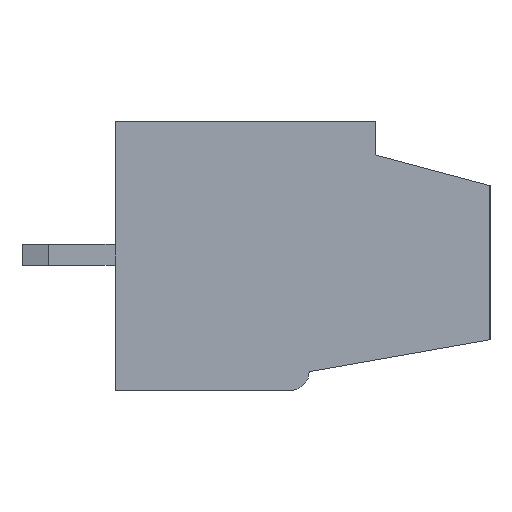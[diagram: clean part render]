
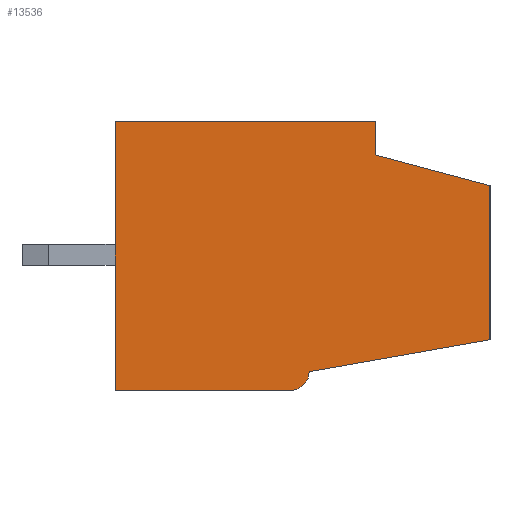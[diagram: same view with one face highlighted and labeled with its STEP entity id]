
A CAD part, left-side view. The second image highlights one B-rep face of the part: STEP entity #13536.
In plain terms, the highlighted planar face has unit normal (-1, 0, 0).
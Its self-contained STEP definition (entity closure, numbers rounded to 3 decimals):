
#313=DIRECTION('',(0.,0.,1.));
#314=VECTOR('',#313,5.799);
#315=CARTESIAN_POINT('',(-23.291,-0.1,-3.101));
#316=LINE('',#315,#314);
#3616=DIRECTION('',(0.,-1.,0.));
#3617=VECTOR('',#3616,6.6);
#3618=CARTESIAN_POINT('',(-23.291,14.,-5.));
#3619=LINE('',#3618,#3617);
#3784=DIRECTION('',(0.,0.,-1.));
#3785=VECTOR('',#3784,10.1);
#3786=CARTESIAN_POINT('',(-23.291,14.,5.1));
#3787=LINE('',#3786,#3785);
#4284=DIRECTION('',(0.,1.,0.));
#4285=VECTOR('',#4284,9.8);
#4286=CARTESIAN_POINT('',(-23.291,4.2,5.1));
#4287=LINE('',#4286,#4285);
#4432=DIRECTION('',(0.,0.985,-0.174));
#4433=VECTOR('',#4432,6.905);
#4434=CARTESIAN_POINT('',(-23.291,-0.1,-3.101));
#4435=LINE('',#4434,#4433);
#4436=CARTESIAN_POINT('',(-23.291,7.4,-4.3));
#4437=DIRECTION('',(1.,0.,0.));
#4438=DIRECTION('',(0.,-1.,0.));
#4439=AXIS2_PLACEMENT_3D('',#4436,#4437,#4438);
#4441=DIRECTION('',(0.,0.,-1.));
#4442=VECTOR('',#4441,1.25);
#4443=CARTESIAN_POINT('',(-23.291,4.2,5.1));
#4444=LINE('',#4443,#4442);
#4445=DIRECTION('',(0.,-0.966,-0.259));
#4446=VECTOR('',#4445,4.452);
#4447=CARTESIAN_POINT('',(-23.291,4.2,3.85));
#4448=LINE('',#4447,#4446);
#7798=CARTESIAN_POINT('',(-23.291,14.,-5.));
#7799=CARTESIAN_POINT('',(-23.291,7.4,-5.));
#7800=VERTEX_POINT('',#7798);
#7801=VERTEX_POINT('',#7799);
#7802=CARTESIAN_POINT('',(-23.291,6.7,-4.3));
#7803=VERTEX_POINT('',#7802);
#7804=CARTESIAN_POINT('',(-23.291,14.,5.1));
#7805=VERTEX_POINT('',#7804);
#7806=CARTESIAN_POINT('',(-23.291,4.2,5.1));
#7807=CARTESIAN_POINT('',(-23.291,4.2,3.85));
#7808=VERTEX_POINT('',#7806);
#7809=VERTEX_POINT('',#7807);
#7810=CARTESIAN_POINT('',(-23.291,-0.1,-3.101));
#7811=VERTEX_POINT('',#7810);
#7812=CARTESIAN_POINT('',(-23.291,-0.1,2.698));
#7813=VERTEX_POINT('',#7812);
#13521=CARTESIAN_POINT('',(-23.291,0.,0.));
#13522=DIRECTION('',(-1.,0.,0.));
#13523=DIRECTION('',(0.,-1.,0.));
#13524=AXIS2_PLACEMENT_3D('',#13521,#13522,#13523);
#13525=PLANE('',#13524);
#13526=ORIENTED_EDGE('',*,*,#8195,.F.);
#13527=ORIENTED_EDGE('',*,*,#12296,.T.);
#13528=ORIENTED_EDGE('',*,*,#12315,.T.);
#13529=ORIENTED_EDGE('',*,*,#12358,.F.);
#13530=ORIENTED_EDGE('',*,*,#12429,.F.);
#13531=ORIENTED_EDGE('',*,*,#13372,.F.);
#13532=ORIENTED_EDGE('',*,*,#13443,.T.);
#13533=ORIENTED_EDGE('',*,*,#13513,.T.);
#13534=EDGE_LOOP('',(#13526,#13527,#13528,#13529,#13530,#13531,#13532,#13533));
#13535=FACE_OUTER_BOUND('',#13534,.F.);
#4440=CIRCLE('',#4439,0.7);
#8195=EDGE_CURVE('',#7811,#7813,#316,.T.);
#12296=EDGE_CURVE('',#7811,#7803,#4435,.T.);
#12315=EDGE_CURVE('',#7803,#7801,#4440,.T.);
#12358=EDGE_CURVE('',#7800,#7801,#3619,.T.);
#12429=EDGE_CURVE('',#7805,#7800,#3787,.T.);
#13372=EDGE_CURVE('',#7808,#7805,#4287,.T.);
#13443=EDGE_CURVE('',#7808,#7809,#4444,.T.);
#13513=EDGE_CURVE('',#7809,#7813,#4448,.T.);
#13536=ADVANCED_FACE('',(#13535),#13525,.T.);
